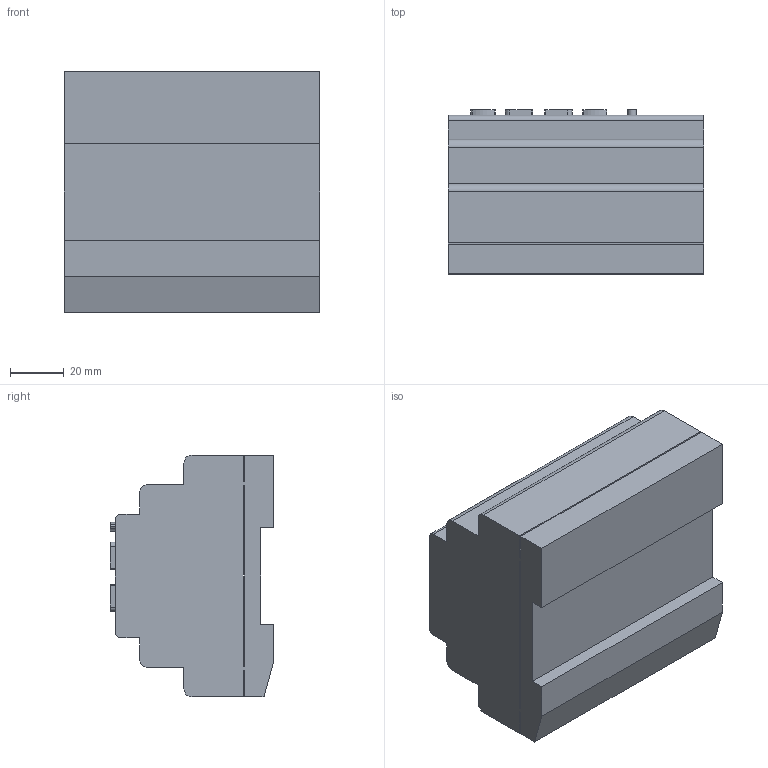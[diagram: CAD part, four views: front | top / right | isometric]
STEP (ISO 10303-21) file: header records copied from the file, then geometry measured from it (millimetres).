
FILE_DESCRIPTION (( 'STEP AP214' ), '1' );
FILE_NAME ('PLR-S-CPU-1206_Ëîãè÷åñêîå ðåëå PLR-S. CPU1206 ñåðèè ONI.STEP', '2019-02-28T13:08:18', ( '' ), ( '' ), 'SwSTEP 2.0', 'SolidWorks 2014', '' );
FILE_SCHEMA (( 'AUTOMOTIVE_DESIGN' ));
Length unit declared in the file: millimetre
Products named in the file (2): PLR-S-CPU-1206_Ëîãè÷åñêîå ðåëå PLR-S. CPU1206 ñåðèè ONI
Bounding box: 95 x 61 x 90 mm (x, y, z)
Volume: 405078.3 mm3; surface area: 55583.5 mm2
Topology: 1 solids, 1 shells, 181 faces, 431 edges, 287 vertices
Faces by surface type: plane 94, cylinder 87
Entity records: 7335 total; most frequent: DIRECTION 971, CARTESIAN_POINT 901, ORIENTED_EDGE 862, EDGE_CURVE 431, AXIS2_PLACEMENT_3D 357, VERTEX_POINT 287, LINE 257, VECTOR 257
